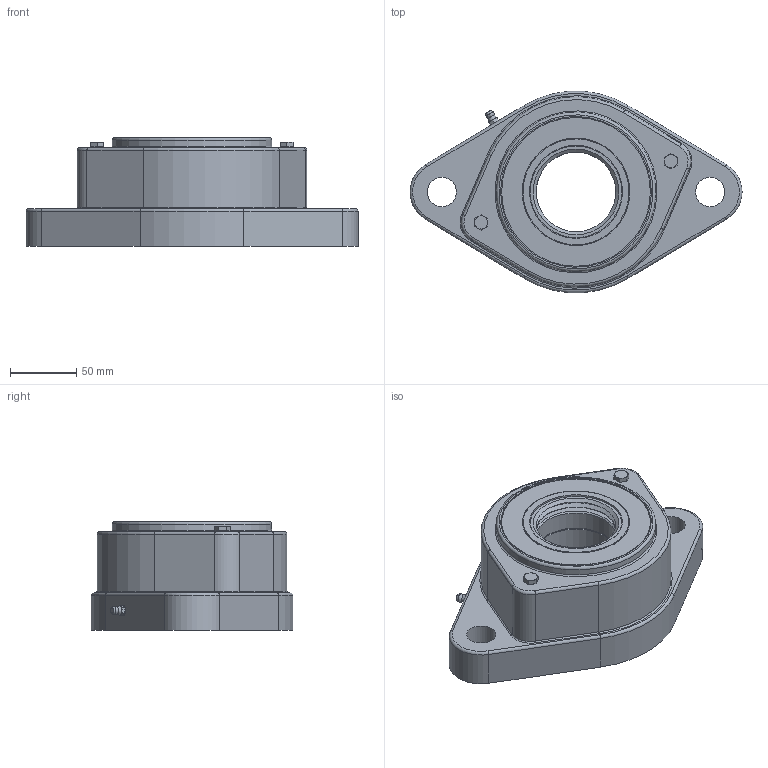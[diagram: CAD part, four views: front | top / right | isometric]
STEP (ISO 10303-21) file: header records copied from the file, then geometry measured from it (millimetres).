
FILE_DESCRIPTION(/* description */ (''),/* implementation_level */ '2;1');
FILE_NAME(/* name */ 'NG60F21.stp',/* time_stamp */ '2015-10-30T13:04:05+01:00',/* author */ ('fje'),/* organization */ (''),/* preprocessor_version */ 'ST-DEVELOPER v15.2',/* originating_system */ 'Autodesk Inventor 2014',/* authorisation */ '');
FILE_SCHEMA (('CONFIG_CONTROL_DESIGN','AUTOMOTIVE_DESIGN { 1 0 10303 214 3 1 1 }'));
Length unit declared in the file: millimetre
Products named in the file (1): Part89
Bounding box: 250 x 151.55 x 82 mm (x, y, z)
Volume: 1164453.4 mm3; surface area: 169923.6 mm2
Topology: 1 solids, 13 shells, 294 faces, 659 edges, 407 vertices
Faces by surface type: plane 110, cylinder 85, cone 59, torus 39, sphere 1
Full cylindrical faces by diameter (mm): 3 x1, 4.917 x2, 5.459 x2, 6 x5, 6.5 x2, 6.647 x2, 8 x3, 8.7 x2, 9 x2, 22 x2, 60 x2, 69 x2, 70 x4, 72 x1, 74 x1, 75 x2, 75.5 x1, 79.8 x1, 81 x1, 83.5 x1, 97 x1, 98 x1, 108 x3, 112 x1, 113.5 x1, 120 x1, 133 x2, 135.8 x2
Entity records: 7825 total; most frequent: CARTESIAN_POINT 1544, DIRECTION 1306, ORIENTED_EDGE 1036, AXIS2_PLACEMENT_3D 579, EDGE_CURVE 516, EDGE_LOOP 449, VERTEX_POINT 369, STYLED_ITEM 294
